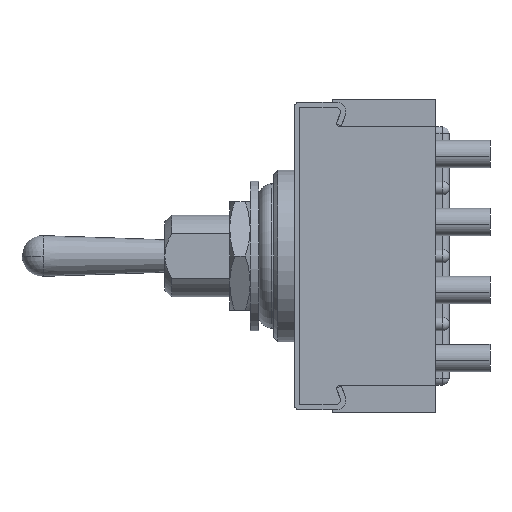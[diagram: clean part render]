
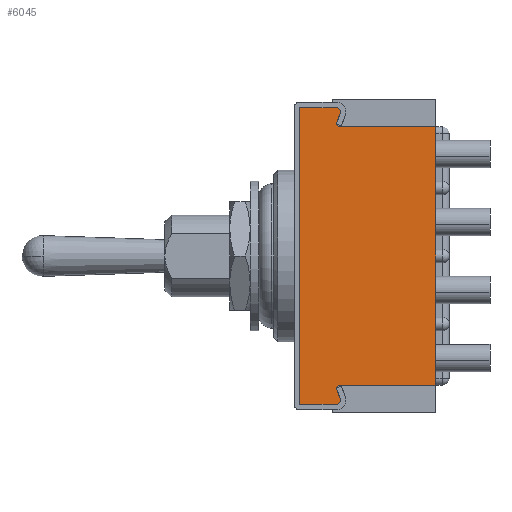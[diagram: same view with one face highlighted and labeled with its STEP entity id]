
A CAD part, left-side view. The second image highlights one B-rep face of the part: STEP entity #6045.
In plain terms, the highlighted planar face has unit normal (-1, 0, 0).
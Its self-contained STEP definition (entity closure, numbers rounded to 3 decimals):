
#78 = CARTESIAN_POINT ( 'NONE',  ( -7.4, 0., -9.5 ) ) ;
#134 = VERTEX_POINT ( 'NONE', #7492 ) ;
#197 = CARTESIAN_POINT ( 'NONE',  ( -7.4, 10., 10.9 ) ) ;
#420 = LINE ( 'NONE', #9243, #7830 ) ;
#489 = EDGE_CURVE ( 'NONE', #4513, #9832, #620, .T. ) ;
#579 = CARTESIAN_POINT ( 'NONE',  ( -7.4, 7.3, -10.9 ) ) ;
#620 = LINE ( 'NONE', #10939, #10380 ) ;
#765 = ORIENTED_EDGE ( 'NONE', *, *, #11565, .F. ) ;
#1027 = CARTESIAN_POINT ( 'NONE',  ( -7.4, 7.017, -10.501 ) ) ;
#1055 = CIRCLE ( 'NONE', #1437, 0.3 ) ;
#1105 = DIRECTION ( 'NONE',  ( 0., 0., -1. ) ) ;
#1161 = CARTESIAN_POINT ( 'NONE',  ( -7.4, 7.166, 9.5 ) ) ;
#1314 = EDGE_CURVE ( 'NONE', #4513, #10847, #2553, .T. ) ;
#1386 = CARTESIAN_POINT ( 'NONE',  ( -7.4, 7.3, 9.689 ) ) ;
#1437 = AXIS2_PLACEMENT_3D ( 'NONE', #2859, #4743, #6694 ) ;
#1504 = LINE ( 'NONE', #1027, #4908 ) ;
#1551 = VERTEX_POINT ( 'NONE', #2779 ) ;
#1565 = CARTESIAN_POINT ( 'NONE',  ( -7.4, 7.017, 10.501 ) ) ;
#1815 = CARTESIAN_POINT ( 'NONE',  ( -7.4, 7.166, -9.5 ) ) ;
#1922 = VECTOR ( 'NONE', #5769, 1000. ) ;
#1929 = DIRECTION ( 'NONE',  ( 0., 0.329, 0.944 ) ) ;
#2097 = CARTESIAN_POINT ( 'NONE',  ( -7.4, 7.3, -9.689 ) ) ;
#2101 = VECTOR ( 'NONE', #2906, 1000. ) ;
#2189 = EDGE_CURVE ( 'NONE', #10847, #1551, #4155, .T. ) ;
#2553 = LINE ( 'NONE', #3291, #7701 ) ;
#2647 = EDGE_CURVE ( 'NONE', #10985, #5481, #420, .T. ) ;
#2750 = CARTESIAN_POINT ( 'NONE',  ( -7.4, 7.017, -10.501 ) ) ;
#2779 = CARTESIAN_POINT ( 'NONE',  ( -7.4, 7.3, 10.9 ) ) ;
#2859 = CARTESIAN_POINT ( 'NONE',  ( -7.4, 7.3, -10.6 ) ) ;
#2874 = DIRECTION ( 'NONE',  ( 0., -1., 0. ) ) ;
#2906 = DIRECTION ( 'NONE',  ( 0., -0.579, -0.815 ) ) ;
#3064 = VECTOR ( 'NONE', #4988, 1000. ) ;
#3141 = AXIS2_PLACEMENT_3D ( 'NONE', #3878, #9628, #1105 ) ;
#3252 = CARTESIAN_POINT ( 'NONE',  ( -7.4, 0., 9.5 ) ) ;
#3291 = CARTESIAN_POINT ( 'NONE',  ( -7.4, 10., 10.9 ) ) ;
#3539 = EDGE_CURVE ( 'NONE', #6474, #10083, #1504, .T. ) ;
#3555 = CARTESIAN_POINT ( 'NONE',  ( -7.4, 10., -10.9 ) ) ;
#3620 = DIRECTION ( 'NONE',  ( 0., 0., -1. ) ) ;
#3624 = EDGE_CURVE ( 'NONE', #8247, #10433, #8011, .T. ) ;
#3655 = PLANE ( 'NONE',  #4879 ) ;
#3809 = CARTESIAN_POINT ( 'NONE',  ( -7.4, 7.3, 9.689 ) ) ;
#3878 = CARTESIAN_POINT ( 'NONE',  ( -7.4, 7.3, 10.6 ) ) ;
#4155 = LINE ( 'NONE', #5932, #1922 ) ;
#4513 = VERTEX_POINT ( 'NONE', #3555 ) ;
#4594 = CARTESIAN_POINT ( 'NONE',  ( -7.4, 7.3, 10.6 ) ) ;
#4743 = DIRECTION ( 'NONE',  ( -1., 0., 0. ) ) ;
#4879 = AXIS2_PLACEMENT_3D ( 'NONE', #4594, #5548, #12119 ) ;
#4908 = VECTOR ( 'NONE', #1929, 1000. ) ;
#4914 = EDGE_CURVE ( 'NONE', #1551, #134, #5328, .T. ) ;
#4976 = VECTOR ( 'NONE', #10570, 1000. ) ;
#4988 = DIRECTION ( 'NONE',  ( 0., -0.579, 0.815 ) ) ;
#5176 = DIRECTION ( 'NONE',  ( 0., 0., 1. ) ) ;
#5189 = ORIENTED_EDGE ( 'NONE', *, *, #489, .T. ) ;
#5328 = CIRCLE ( 'NONE', #3141, 0.3 ) ;
#5481 = VERTEX_POINT ( 'NONE', #78 ) ;
#5548 = DIRECTION ( 'NONE',  ( 1., 0., 0. ) ) ;
#5716 = ORIENTED_EDGE ( 'NONE', *, *, #2189, .F. ) ;
#5769 = DIRECTION ( 'NONE',  ( 0., -1., 0. ) ) ;
#5932 = CARTESIAN_POINT ( 'NONE',  ( -7.4, 10., 10.9 ) ) ;
#6045 = ADVANCED_FACE ( 'NONE', ( #7228 ), #3655, .F. ) ;
#6172 = DIRECTION ( 'NONE',  ( 0., -1., 0. ) ) ;
#6474 = VERTEX_POINT ( 'NONE', #2750 ) ;
#6508 = EDGE_CURVE ( 'NONE', #10433, #10985, #10011, .T. ) ;
#6694 = DIRECTION ( 'NONE',  ( 0., 0., 1. ) ) ;
#7028 = ORIENTED_EDGE ( 'NONE', *, *, #8973, .T. ) ;
#7083 = ORIENTED_EDGE ( 'NONE', *, *, #2647, .F. ) ;
#7168 = EDGE_CURVE ( 'NONE', #9832, #6474, #1055, .T. ) ;
#7228 = FACE_OUTER_BOUND ( 'NONE', #11956, .T. ) ;
#7442 = CARTESIAN_POINT ( 'NONE',  ( -7.4, 7.166, 9.5 ) ) ;
#7492 = CARTESIAN_POINT ( 'NONE',  ( -7.4, 7.017, 10.501 ) ) ;
#7701 = VECTOR ( 'NONE', #5176, 1000. ) ;
#7830 = VECTOR ( 'NONE', #3620, 1000. ) ;
#8011 = LINE ( 'NONE', #3809, #2101 ) ;
#8210 = DIRECTION ( 'NONE',  ( 0., 0.329, -0.944 ) ) ;
#8247 = VERTEX_POINT ( 'NONE', #1386 ) ;
#8383 = CARTESIAN_POINT ( 'NONE',  ( -7.4, 7.3, -9.689 ) ) ;
#8490 = VECTOR ( 'NONE', #8210, 1000. ) ;
#8973 = EDGE_CURVE ( 'NONE', #10083, #10681, #10272, .T. ) ;
#9080 = ORIENTED_EDGE ( 'NONE', *, *, #7168, .T. ) ;
#9243 = CARTESIAN_POINT ( 'NONE',  ( -7.4, 0., 9.5 ) ) ;
#9628 = DIRECTION ( 'NONE',  ( 1., 0., 0. ) ) ;
#9831 = LINE ( 'NONE', #1815, #4976 ) ;
#9832 = VERTEX_POINT ( 'NONE', #579 ) ;
#9936 = ORIENTED_EDGE ( 'NONE', *, *, #1314, .F. ) ;
#10011 = LINE ( 'NONE', #7442, #11193 ) ;
#10083 = VERTEX_POINT ( 'NONE', #8383 ) ;
#10272 = LINE ( 'NONE', #2097, #3064 ) ;
#10380 = VECTOR ( 'NONE', #6172, 1000. ) ;
#10394 = ORIENTED_EDGE ( 'NONE', *, *, #6508, .F. ) ;
#10433 = VERTEX_POINT ( 'NONE', #1161 ) ;
#10570 = DIRECTION ( 'NONE',  ( 0., -1., 0. ) ) ;
#10681 = VERTEX_POINT ( 'NONE', #12140 ) ;
#10722 = ORIENTED_EDGE ( 'NONE', *, *, #3539, .T. ) ;
#10809 = ORIENTED_EDGE ( 'NONE', *, *, #11259, .T. ) ;
#10847 = VERTEX_POINT ( 'NONE', #197 ) ;
#10939 = CARTESIAN_POINT ( 'NONE',  ( -7.4, 10., -10.9 ) ) ;
#10985 = VERTEX_POINT ( 'NONE', #3252 ) ;
#11008 = LINE ( 'NONE', #1565, #8490 ) ;
#11193 = VECTOR ( 'NONE', #2874, 1000. ) ;
#11259 = EDGE_CURVE ( 'NONE', #10681, #5481, #9831, .T. ) ;
#11565 = EDGE_CURVE ( 'NONE', #134, #8247, #11008, .T. ) ;
#11595 = ORIENTED_EDGE ( 'NONE', *, *, #4914, .F. ) ;
#11738 = ORIENTED_EDGE ( 'NONE', *, *, #3624, .F. ) ;
#11956 = EDGE_LOOP ( 'NONE', ( #5716, #9936, #5189, #9080, #10722, #7028, #10809, #7083, #10394, #11738, #765, #11595 ) ) ;
#12119 = DIRECTION ( 'NONE',  ( 0., 0., -1. ) ) ;
#12140 = CARTESIAN_POINT ( 'NONE',  ( -7.4, 7.166, -9.5 ) ) ;
